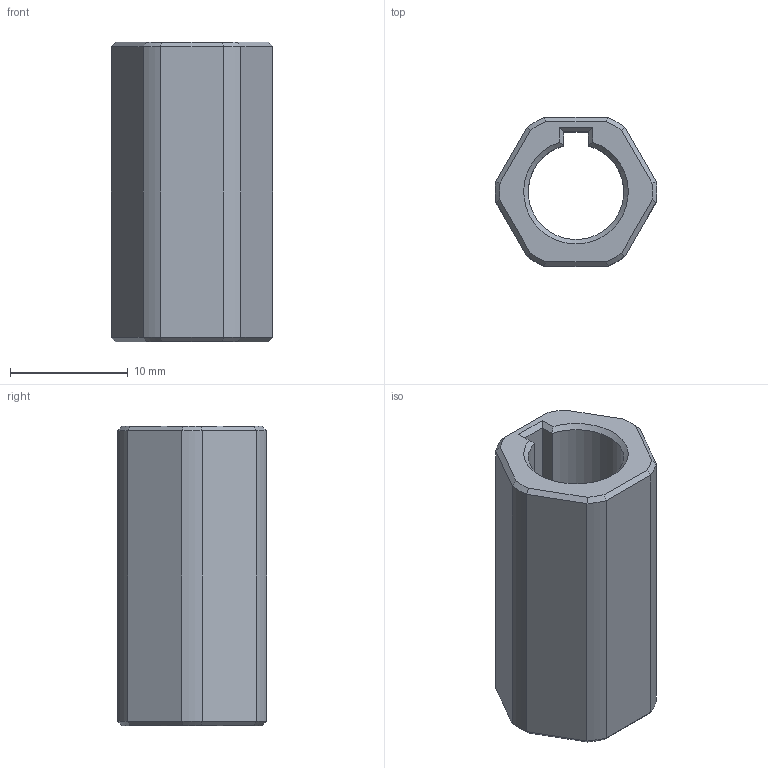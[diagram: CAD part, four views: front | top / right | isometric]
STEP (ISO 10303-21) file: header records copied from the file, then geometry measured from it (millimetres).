
FILE_DESCRIPTION(/* description */ (''),/* implementation_level */ '2;1');
FILE_NAME(/* name */ 'TTB-0044_8mmHalfInchHexAdapter.stp',/* time_stamp */ '2022-01-21T22:47:52-05:00',/* author */ ('rdogn'),/* organization */ (''),/* preprocessor_version */ 'ST-DEVELOPER v18.1',/* originating_system */ 'Autodesk Inventor 2022',/* authorisation */ '');
FILE_SCHEMA (('AUTOMOTIVE_DESIGN { 1 0 10303 214 3 1 1 }'));
Length unit declared in the file: inch
Products named in the file (1): 8mmKeyedThunderHexAdapter
Bounding box: 13.71 x 12.65 x 25.4 mm (x, y, z)
Volume: 2087.4 mm3; surface area: 1912.1 mm2
Topology: 1 solids, 1 shells, 50 faces, 112 edges, 64 vertices
Faces by surface type: plane 29, cone 14, cylinder 7
Entity records: 1423 total; most frequent: DIRECTION 270, CARTESIAN_POINT 227, ORIENTED_EDGE 224, EDGE_CURVE 112, AXIS2_PLACEMENT_3D 107, VERTEX_POINT 64, LINE 56, VECTOR 56
